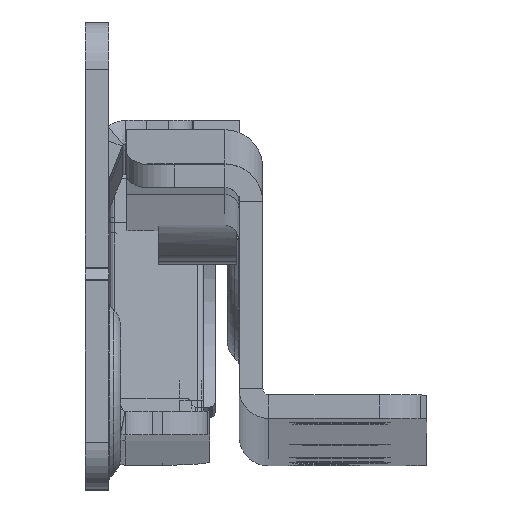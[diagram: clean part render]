
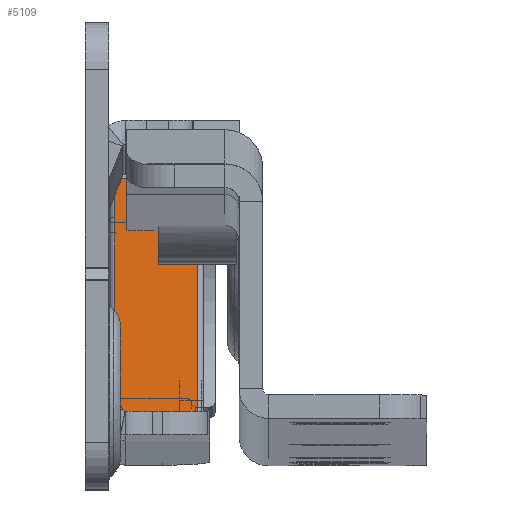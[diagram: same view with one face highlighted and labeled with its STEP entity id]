
A CAD part, top view. The second image highlights one B-rep face of the part: STEP entity #5109.
In plain terms, the highlighted face is planar.
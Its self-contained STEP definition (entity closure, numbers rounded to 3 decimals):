
#4 = CARTESIAN_POINT ( 'NONE',  ( 0., 11., 0.5 ) ) ;
#764 = CARTESIAN_POINT ( 'NONE',  ( 0., -11., 7.5 ) ) ;
#827 = LINE ( 'NONE', #6934, #9739 ) ;
#1158 = EDGE_CURVE ( 'NONE', #7832, #6598, #4432, .T. ) ;
#1522 = CARTESIAN_POINT ( 'NONE',  ( 0., -11., 8. ) ) ;
#1597 = DIRECTION ( 'NONE',  ( 0., 0., -1. ) ) ;
#3020 = CARTESIAN_POINT ( 'NONE',  ( 0., -11., 0.5 ) ) ;
#3296 = FACE_OUTER_BOUND ( 'NONE', #12282, .T. ) ;
#3800 = CARTESIAN_POINT ( 'NONE',  ( 0., -11., 8. ) ) ;
#3992 = DIRECTION ( 'NONE',  ( 0., -1., 0. ) ) ;
#4056 = VERTEX_POINT ( 'NONE', #4 ) ;
#4064 = VERTEX_POINT ( 'NONE', #3020 ) ;
#4259 = PLANE ( 'NONE',  #12097 ) ;
#4432 = LINE ( 'NONE', #764, #7977 ) ;
#4513 = EDGE_CURVE ( 'NONE', #6598, #4056, #9417, .T. ) ;
#5109 = ADVANCED_FACE ( 'NONE', ( #3296 ), #4259, .T. ) ;
#5255 = ORIENTED_EDGE ( 'NONE', *, *, #1158, .T. ) ;
#5613 = ORIENTED_EDGE ( 'NONE', *, *, #6871, .T. ) ;
#6208 = DIRECTION ( 'NONE',  ( 0., 0., 1. ) ) ;
#6359 = ORIENTED_EDGE ( 'NONE', *, *, #4513, .T. ) ;
#6371 = LINE ( 'NONE', #3800, #10894 ) ;
#6404 = CARTESIAN_POINT ( 'NONE',  ( 0., 11., 8. ) ) ;
#6582 = ORIENTED_EDGE ( 'NONE', *, *, #8980, .F. ) ;
#6598 = VERTEX_POINT ( 'NONE', #9842 ) ;
#6700 = VECTOR ( 'NONE', #1597, 1000. ) ;
#6871 = EDGE_CURVE ( 'NONE', #4056, #4064, #827, .T. ) ;
#6934 = CARTESIAN_POINT ( 'NONE',  ( 0., -11., 0.5 ) ) ;
#7832 = VERTEX_POINT ( 'NONE', #9612 ) ;
#7977 = VECTOR ( 'NONE', #8261, 1000. ) ;
#8261 = DIRECTION ( 'NONE',  ( 0., 1., 0. ) ) ;
#8276 = DIRECTION ( 'NONE',  ( -1., 0., 0. ) ) ;
#8637 = DIRECTION ( 'NONE',  ( 0., 0., -1. ) ) ;
#8980 = EDGE_CURVE ( 'NONE', #7832, #4064, #6371, .T. ) ;
#9417 = LINE ( 'NONE', #6404, #6700 ) ;
#9612 = CARTESIAN_POINT ( 'NONE',  ( 0., -11., 7.5 ) ) ;
#9739 = VECTOR ( 'NONE', #3992, 1000. ) ;
#9842 = CARTESIAN_POINT ( 'NONE',  ( 0., 11., 7.5 ) ) ;
#10894 = VECTOR ( 'NONE', #8637, 1000. ) ;
#12097 = AXIS2_PLACEMENT_3D ( 'NONE', #1522, #8276, #6208 ) ;
#12282 = EDGE_LOOP ( 'NONE', ( #6359, #5613, #6582, #5255 ) ) ;
